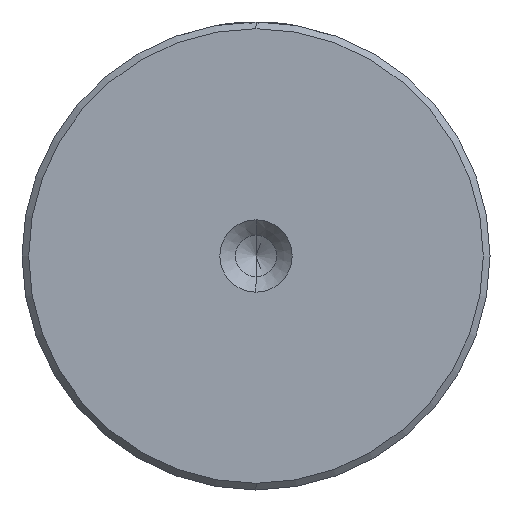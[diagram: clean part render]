
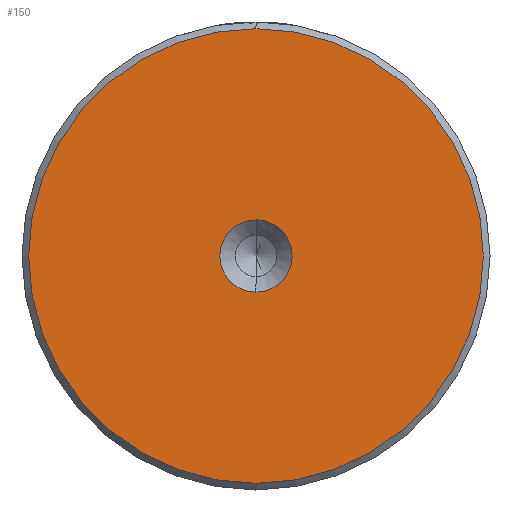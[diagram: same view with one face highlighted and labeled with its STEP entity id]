
A CAD part, left-side view. The second image highlights one B-rep face of the part: STEP entity #150.
In plain terms, the highlighted planar face has unit normal (-1, 0, 0).
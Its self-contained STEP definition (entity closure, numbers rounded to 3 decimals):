
#104 = CARTESIAN_POINT ( 'NONE',  ( 0., 0., 0. ) ) ;
#150 = ADVANCED_FACE ( 'NONE', ( #1074, #2010 ), #1320, .T. ) ;
#204 = CIRCLE ( 'NONE', #1401, 2.7 ) ;
#298 = DIRECTION ( 'NONE',  ( 0., 0., 1. ) ) ;
#310 = CARTESIAN_POINT ( 'NONE',  ( 0., 0., 0. ) ) ;
#341 = CARTESIAN_POINT ( 'NONE',  ( 0., 0., -2.7 ) ) ;
#355 = ORIENTED_EDGE ( 'NONE', *, *, #1335, .T. ) ;
#402 = DIRECTION ( 'NONE',  ( -1., 0., 0. ) ) ;
#409 = DIRECTION ( 'NONE',  ( 0., 0., 1. ) ) ;
#426 = EDGE_CURVE ( 'NONE', #1466, #1472, #2046, .T. ) ;
#439 = CIRCLE ( 'NONE', #2316, 17. ) ;
#478 = CARTESIAN_POINT ( 'NONE',  ( 0., 0., -17. ) ) ;
#481 = ORIENTED_EDGE ( 'NONE', *, *, #1131, .T. ) ;
#503 = DIRECTION ( 'NONE',  ( 0., 0., 1. ) ) ;
#736 = CARTESIAN_POINT ( 'NONE',  ( 0., 0., 0. ) ) ;
#875 = CIRCLE ( 'NONE', #2355, 17. ) ;
#936 = DIRECTION ( 'NONE',  ( 0., 0., 1. ) ) ;
#1074 = FACE_OUTER_BOUND ( 'NONE', #1569, .T. ) ;
#1088 = AXIS2_PLACEMENT_3D ( 'NONE', #1581, #1385, #1220 ) ;
#1131 = EDGE_CURVE ( 'NONE', #1371, #1784, #875, .T. ) ;
#1150 = CARTESIAN_POINT ( 'NONE',  ( 0., 0., 0. ) ) ;
#1220 = DIRECTION ( 'NONE',  ( 0., 0., 1. ) ) ;
#1320 = PLANE ( 'NONE',  #1916 ) ;
#1335 = EDGE_CURVE ( 'NONE', #1784, #1371, #439, .T. ) ;
#1371 = VERTEX_POINT ( 'NONE', #2378 ) ;
#1385 = DIRECTION ( 'NONE',  ( -1., 0., 0. ) ) ;
#1401 = AXIS2_PLACEMENT_3D ( 'NONE', #736, #2056, #936 ) ;
#1443 = DIRECTION ( 'NONE',  ( -1., 0., 0. ) ) ;
#1466 = VERTEX_POINT ( 'NONE', #341 ) ;
#1470 = EDGE_CURVE ( 'NONE', #1472, #1466, #204, .T. ) ;
#1472 = VERTEX_POINT ( 'NONE', #2048 ) ;
#1569 = EDGE_LOOP ( 'NONE', ( #355, #481 ) ) ;
#1570 = ORIENTED_EDGE ( 'NONE', *, *, #1470, .F. ) ;
#1581 = CARTESIAN_POINT ( 'NONE',  ( 0., 0., 0. ) ) ;
#1647 = DIRECTION ( 'NONE',  ( -1., 0., 0. ) ) ;
#1784 = VERTEX_POINT ( 'NONE', #478 ) ;
#1916 = AXIS2_PLACEMENT_3D ( 'NONE', #1150, #402, #409 ) ;
#2010 = FACE_BOUND ( 'NONE', #2067, .T. ) ;
#2046 = CIRCLE ( 'NONE', #1088, 2.7 ) ;
#2048 = CARTESIAN_POINT ( 'NONE',  ( 0., 0., 2.7 ) ) ;
#2056 = DIRECTION ( 'NONE',  ( -1., 0., 0. ) ) ;
#2067 = EDGE_LOOP ( 'NONE', ( #1570, #2447 ) ) ;
#2316 = AXIS2_PLACEMENT_3D ( 'NONE', #104, #1443, #298 ) ;
#2355 = AXIS2_PLACEMENT_3D ( 'NONE', #310, #1647, #503 ) ;
#2378 = CARTESIAN_POINT ( 'NONE',  ( 0., 0., 17. ) ) ;
#2447 = ORIENTED_EDGE ( 'NONE', *, *, #426, .F. ) ;
